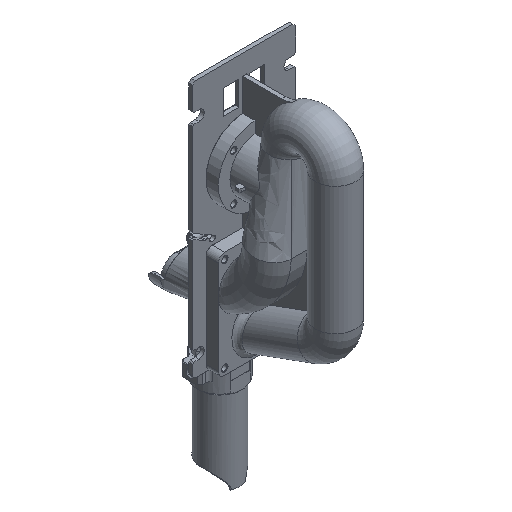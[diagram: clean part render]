
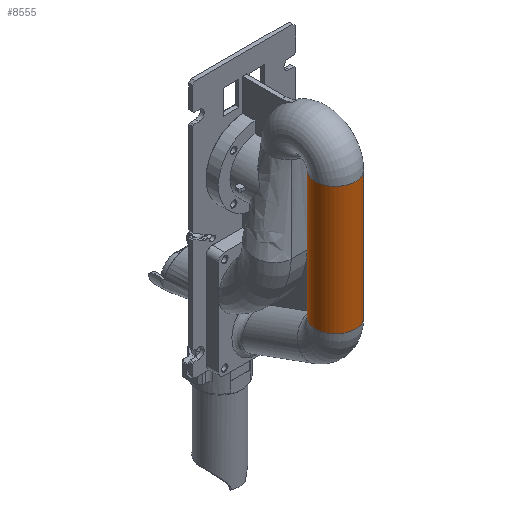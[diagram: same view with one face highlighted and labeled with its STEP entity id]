
A CAD part, isometric view. The second image highlights one B-rep face of the part: STEP entity #8555.
In plain terms, the highlighted cylindrical face has radius 15.5 mm (diameter 31 mm), a partial arc.
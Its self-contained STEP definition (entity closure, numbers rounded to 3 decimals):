
#7518 = VERTEX_POINT('',#7519);
#7519 = CARTESIAN_POINT('',(-1.5,-58.573,286.3));
#7526 = EDGE_CURVE('',#7518,#7527,#7529,.T.);
#7527 = VERTEX_POINT('',#7528);
#7528 = CARTESIAN_POINT('',(15.5,-74.,286.3));
#7529 = CIRCLE('',#7530,15.5);
#7530 = AXIS2_PLACEMENT_3D('',#7531,#7532,#7533);
#7531 = CARTESIAN_POINT('',(0.,-74.,286.3));
#7532 = DIRECTION('',(0.,0.,1.));
#7533 = DIRECTION('',(1.,0.,0.));
#8517 = EDGE_CURVE('',#7527,#8518,#8520,.T.);
#8518 = VERTEX_POINT('',#8519);
#8519 = CARTESIAN_POINT('',(1.5,-58.573,286.3));
#8520 = CIRCLE('',#8521,15.5);
#8521 = AXIS2_PLACEMENT_3D('',#8522,#8523,#8524);
#8522 = CARTESIAN_POINT('',(0.,-74.,286.3));
#8523 = DIRECTION('',(0.,0.,1.));
#8524 = DIRECTION('',(1.,0.,0.));
#8555 = ADVANCED_FACE('',(#8556),#8592,.T.);
#8556 = FACE_BOUND('',#8557,.T.);
#8557 = EDGE_LOOP('',(#8558,#8559,#8567,#8576,#8585,#8591));
#8558 = ORIENTED_EDGE('',*,*,#7526,.F.);
#8559 = ORIENTED_EDGE('',*,*,#8560,.F.);
#8560 = EDGE_CURVE('',#8561,#7518,#8563,.T.);
#8561 = VERTEX_POINT('',#8562);
#8562 = CARTESIAN_POINT('',(-1.5,-58.573,187.066));
#8563 = LINE('',#8564,#8565);
#8564 = CARTESIAN_POINT('',(-1.5,-58.573,187.066));
#8565 = VECTOR('',#8566,1.);
#8566 = DIRECTION('',(0.,0.,1.));
#8567 = ORIENTED_EDGE('',*,*,#8568,.F.);
#8568 = EDGE_CURVE('',#8569,#8561,#8571,.T.);
#8569 = VERTEX_POINT('',#8570);
#8570 = CARTESIAN_POINT('',(15.5,-74.,187.066));
#8571 = CIRCLE('',#8572,15.5);
#8572 = AXIS2_PLACEMENT_3D('',#8573,#8574,#8575);
#8573 = CARTESIAN_POINT('',(0.,-74.,187.066));
#8574 = DIRECTION('',(0.,0.,-1.));
#8575 = DIRECTION('',(0.,-1.,0.));
#8576 = ORIENTED_EDGE('',*,*,#8577,.F.);
#8577 = EDGE_CURVE('',#8578,#8569,#8580,.T.);
#8578 = VERTEX_POINT('',#8579);
#8579 = CARTESIAN_POINT('',(1.5,-58.573,187.066));
#8580 = CIRCLE('',#8581,15.5);
#8581 = AXIS2_PLACEMENT_3D('',#8582,#8583,#8584);
#8582 = CARTESIAN_POINT('',(0.,-74.,187.066));
#8583 = DIRECTION('',(0.,0.,-1.));
#8584 = DIRECTION('',(0.,-1.,0.));
#8585 = ORIENTED_EDGE('',*,*,#8586,.T.);
#8586 = EDGE_CURVE('',#8578,#8518,#8587,.T.);
#8587 = LINE('',#8588,#8589);
#8588 = CARTESIAN_POINT('',(1.5,-58.573,187.066));
#8589 = VECTOR('',#8590,1.);
#8590 = DIRECTION('',(0.,0.,1.));
#8591 = ORIENTED_EDGE('',*,*,#8517,.F.);
#8592 = CYLINDRICAL_SURFACE('',#8593,15.5);
#8593 = AXIS2_PLACEMENT_3D('',#8594,#8595,#8596);
#8594 = CARTESIAN_POINT('',(0.,-74.,187.066));
#8595 = DIRECTION('',(0.,0.,1.));
#8596 = DIRECTION('',(1.,0.,0.));
